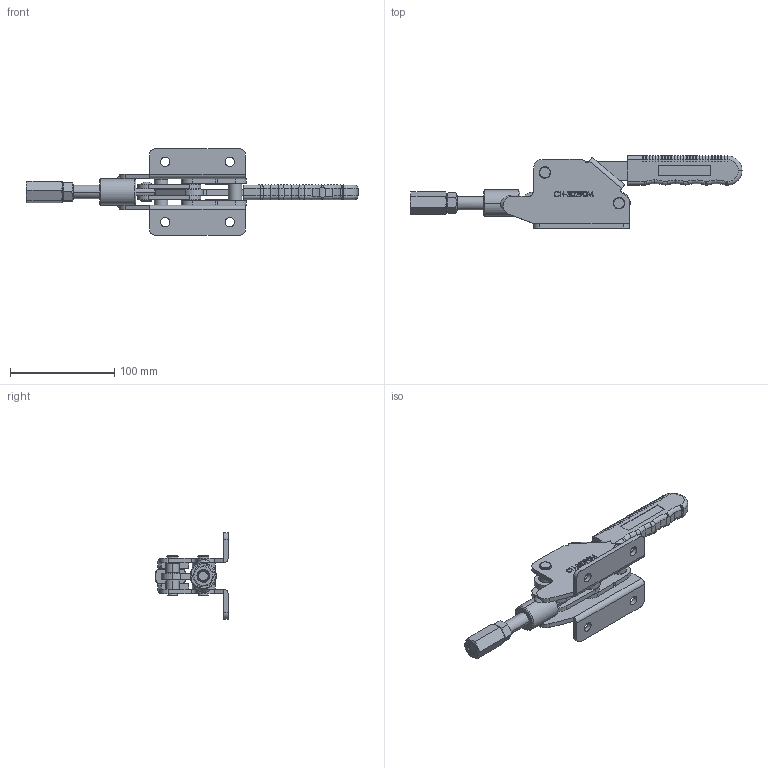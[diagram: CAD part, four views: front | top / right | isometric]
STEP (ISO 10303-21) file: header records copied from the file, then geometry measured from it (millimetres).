
FILE_DESCRIPTION (( 'STEP AP203' ), '1' );
FILE_NAME ('CH-30290M.STEP', '2017-11-27T06:03:11', ( 'Windows' ), ( 'Microsoft' ), 'SwSTEP 2.0', 'SolidWorks 2015', '' );
FILE_SCHEMA (( 'CONFIG_CONTROL_DESIGN' ));
Length unit declared in the file: millimetre
Products named in the file (15): CH-30290M-10; CH-30290M-07; CH-30290M-01 BASE_默认<按加工>; CH-30290M-03 HANDLE; CH-30290M-02 CREST STALK; CH-30290M-06; CH-30290M-04 CONNECTING-PLATE; M12 Nut; CH-30290M-13; 錨璃1^CH-30290M; CH-30290M-09; 00010; CH-30290M-12; CH-30290M; CH-30290M-08
Assembly tree (17 placements, depth 2):
  錨璃1^CH-30290M
  CH-30290M
    CH-30290M-01 BASE_默认<按加工>
    CH-30290M-02 CREST STALK
    CH-30290M-04 CONNECTING-PLATE  x2
    CH-30290M-13
    CH-30290M-09
    CH-30290M-12  x2
    CH-30290M-08  x2
    CH-30290M-10
    CH-30290M-07
    CH-30290M-03 HANDLE
    CH-30290M-06  x2
    M12 Nut
    00010
Bounding box: 318.68 x 69.62 x 83 mm (x, y, z)
Volume: 191369.1 mm3; surface area: 97297.3 mm2
Topology: 21 solids, 21 shells, 1184 faces, 3027 edges, 1913 vertices
Faces by surface type: cylinder 459, plane 361, bspline 198, torus 86, cone 74, sphere 6
Entity records: 49472 total; most frequent: CARTESIAN_POINT 21822, ORIENTED_EDGE 5802, DIRECTION 4896, EDGE_CURVE 2901, VERTEX_POINT 1837, AXIS2_PLACEMENT_3D 1735, LINE 1426, VECTOR 1426
